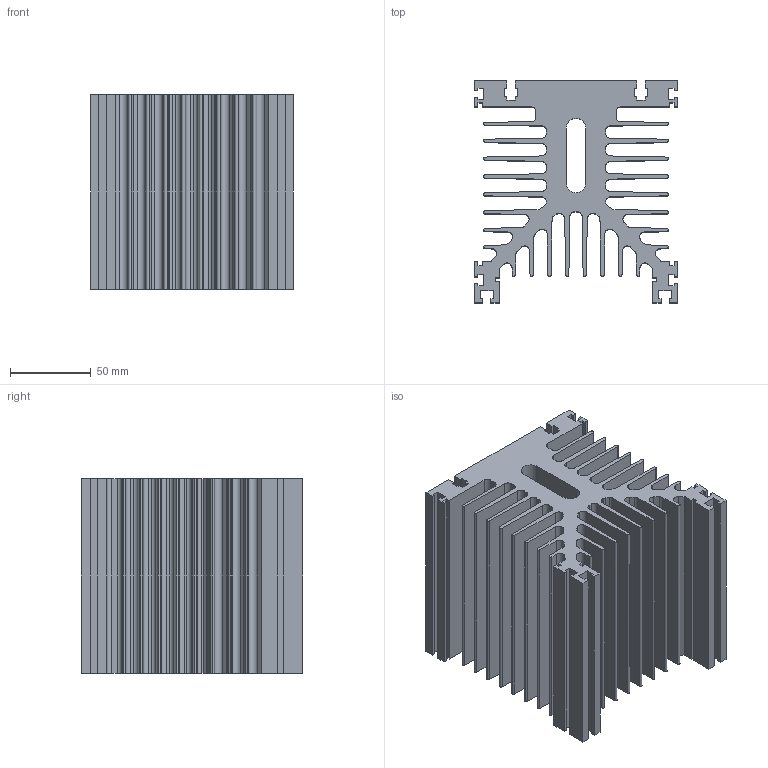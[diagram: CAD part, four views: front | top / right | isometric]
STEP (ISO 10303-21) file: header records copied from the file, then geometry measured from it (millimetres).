
FILE_DESCRIPTION (( 'STEP AP214' ), '1' );
FILE_NAME ('O55-120.STEP', '2021-04-19T10:21:53', ( '' ), ( '' ), 'SwSTEP 2.0', 'SolidWorks 2018', '' );
FILE_SCHEMA (( 'AUTOMOTIVE_DESIGN' ));
Length unit declared in the file: millimetre
Products named in the file (1): O55-120
Bounding box: 125 x 137 x 120 mm (x, y, z)
Volume: 853935.4 mm3; surface area: 293660.5 mm2
Topology: 1 solids, 1 shells, 289 faces, 861 edges, 574 vertices
Faces by surface type: plane 196, cylinder 93
Entity records: 9719 total; most frequent: CARTESIAN_POINT 1725, ORIENTED_EDGE 1722, DIRECTION 1627, EDGE_CURVE 861, LINE 675, VECTOR 675, VERTEX_POINT 574, AXIS2_PLACEMENT_3D 476
